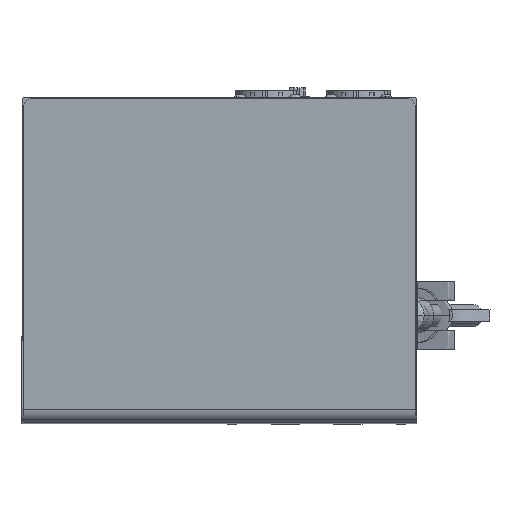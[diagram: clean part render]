
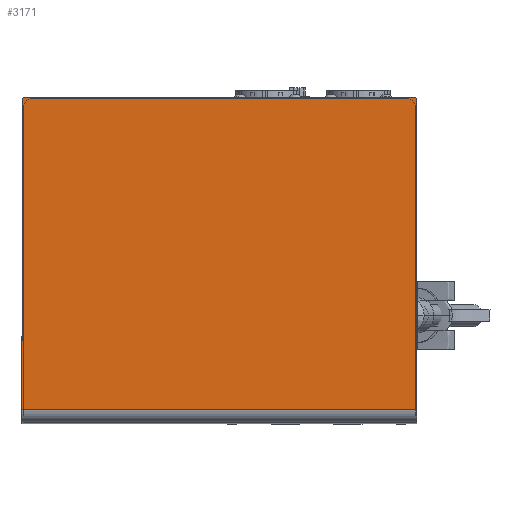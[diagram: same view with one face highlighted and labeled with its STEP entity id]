
A CAD part, top view. The second image highlights one B-rep face of the part: STEP entity #3171.
In plain terms, the highlighted planar face has unit normal (0, 0, 1).
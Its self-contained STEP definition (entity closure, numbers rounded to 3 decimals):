
#223 = CARTESIAN_POINT ( 'NONE',  ( -128.151, -37.87, -888.016 ) ) ;
#1258 = VERTEX_POINT ( 'NONE', #18559 ) ;
#2239 = CARTESIAN_POINT ( 'NONE',  ( -127.151, 105.13, -888.016 ) ) ;
#2391 = EDGE_LOOP ( 'NONE', ( #16014, #15579, #11267, #9645, #16344, #8768 ) ) ;
#2537 = LINE ( 'NONE', #17430, #20641 ) ;
#2760 = VERTEX_POINT ( 'NONE', #17612 ) ;
#3171 = ADVANCED_FACE ( 'NONE', ( #4975 ), #11325, .F. ) ;
#3655 = EDGE_CURVE ( 'NONE', #4585, #1258, #6142, .T. ) ;
#4585 = VERTEX_POINT ( 'NONE', #2239 ) ;
#4975 = FACE_OUTER_BOUND ( 'NONE', #2391, .T. ) ;
#5241 = LINE ( 'NONE', #223, #22299 ) ;
#6142 = CIRCLE ( 'NONE', #13377, 1. ) ;
#7212 = DIRECTION ( 'NONE',  ( 0., 1., 0. ) ) ;
#8241 = CARTESIAN_POINT ( 'NONE',  ( -127.151, 104.13, -888.016 ) ) ;
#8768 = ORIENTED_EDGE ( 'NONE', *, *, #15811, .T. ) ;
#9215 = CARTESIAN_POINT ( 'NONE',  ( 44.349, 104.13, -888.016 ) ) ;
#9645 = ORIENTED_EDGE ( 'NONE', *, *, #11697, .T. ) ;
#10509 = AXIS2_PLACEMENT_3D ( 'NONE', #9215, #17853, #26541 ) ;
#11267 = ORIENTED_EDGE ( 'NONE', *, *, #15720, .F. ) ;
#11325 = PLANE ( 'NONE',  #11520 ) ;
#11520 = AXIS2_PLACEMENT_3D ( 'NONE', #22558, #20128, #26817 ) ;
#11697 = EDGE_CURVE ( 'NONE', #24767, #2760, #2537, .T. ) ;
#12193 = DIRECTION ( 'NONE',  ( 0., 1., 0. ) ) ;
#12227 = EDGE_CURVE ( 'NONE', #4585, #16989, #19358, .T. ) ;
#13377 = AXIS2_PLACEMENT_3D ( 'NONE', #8241, #21437, #12193 ) ;
#14903 = DIRECTION ( 'NONE',  ( 0., -1., 0. ) ) ;
#15434 = CARTESIAN_POINT ( 'NONE',  ( 44.349, 105.13, -888.016 ) ) ;
#15542 = DIRECTION ( 'NONE',  ( 1., 0., 0. ) ) ;
#15579 = ORIENTED_EDGE ( 'NONE', *, *, #3655, .T. ) ;
#15720 = EDGE_CURVE ( 'NONE', #24767, #1258, #5241, .T. ) ;
#15811 = EDGE_CURVE ( 'NONE', #19475, #16989, #25919, .T. ) ;
#16014 = ORIENTED_EDGE ( 'NONE', *, *, #12227, .F. ) ;
#16344 = ORIENTED_EDGE ( 'NONE', *, *, #19303, .F. ) ;
#16989 = VERTEX_POINT ( 'NONE', #15434 ) ;
#17430 = CARTESIAN_POINT ( 'NONE',  ( -41.401, -31.87, -888.016 ) ) ;
#17612 = CARTESIAN_POINT ( 'NONE',  ( 45.349, -31.87, -888.016 ) ) ;
#17853 = DIRECTION ( 'NONE',  ( 0., 0., 1. ) ) ;
#18559 = CARTESIAN_POINT ( 'NONE',  ( -128.151, 104.13, -888.016 ) ) ;
#19303 = EDGE_CURVE ( 'NONE', #19475, #2760, #23407, .T. ) ;
#19358 = LINE ( 'NONE', #19625, #21152 ) ;
#19475 = VERTEX_POINT ( 'NONE', #21893 ) ;
#19493 = CARTESIAN_POINT ( 'NONE',  ( -128.151, -31.87, -888.016 ) ) ;
#19625 = CARTESIAN_POINT ( 'NONE',  ( 45.349, 105.13, -888.016 ) ) ;
#19734 = VECTOR ( 'NONE', #14903, 1000. ) ;
#20128 = DIRECTION ( 'NONE',  ( 0., 0., -1. ) ) ;
#20641 = VECTOR ( 'NONE', #26376, 1000. ) ;
#21152 = VECTOR ( 'NONE', #15542, 1000. ) ;
#21437 = DIRECTION ( 'NONE',  ( 0., 0., 1. ) ) ;
#21893 = CARTESIAN_POINT ( 'NONE',  ( 45.349, 104.13, -888.016 ) ) ;
#22299 = VECTOR ( 'NONE', #7212, 1000. ) ;
#22558 = CARTESIAN_POINT ( 'NONE',  ( -41.401, 33.63, -888.016 ) ) ;
#23407 = LINE ( 'NONE', #25665, #19734 ) ;
#24767 = VERTEX_POINT ( 'NONE', #19493 ) ;
#25665 = CARTESIAN_POINT ( 'NONE',  ( 45.349, -37.87, -888.016 ) ) ;
#25919 = CIRCLE ( 'NONE', #10509, 1. ) ;
#26376 = DIRECTION ( 'NONE',  ( 1., 0., 0. ) ) ;
#26541 = DIRECTION ( 'NONE',  ( 0., 1., 0. ) ) ;
#26817 = DIRECTION ( 'NONE',  ( 0., 1., 0. ) ) ;
